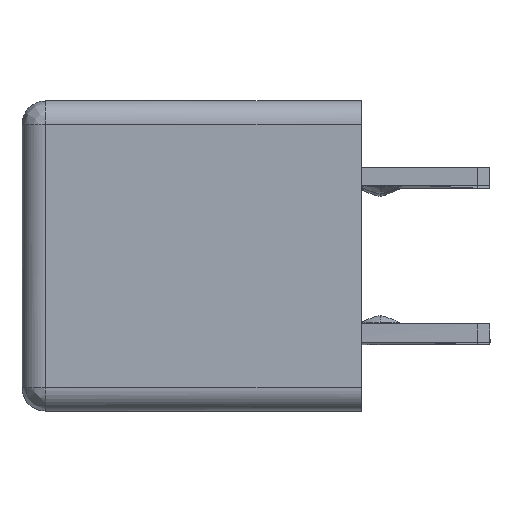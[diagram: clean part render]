
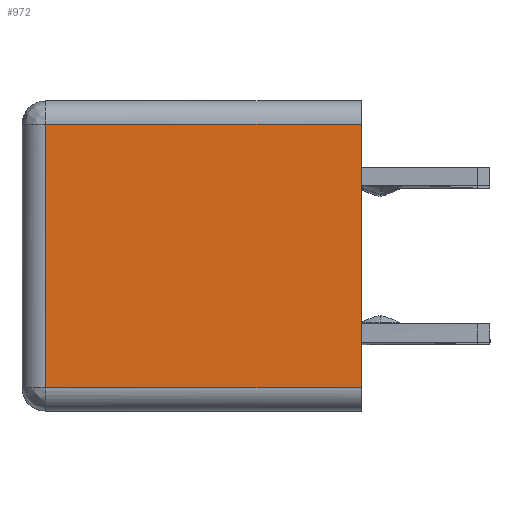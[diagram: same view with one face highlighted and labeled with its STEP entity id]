
A CAD part, left-side view. The second image highlights one B-rep face of the part: STEP entity #972.
In plain terms, the highlighted planar face has unit normal (1, 0, 0).
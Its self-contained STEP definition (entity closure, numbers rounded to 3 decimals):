
#26 = ORIENTED_EDGE ( 'NONE', *, *, #619, .F. ) ;
#49 = CARTESIAN_POINT ( 'NONE',  ( -0.897, 6.374, 16.462 ) ) ;
#52 = EDGE_CURVE ( 'NONE', #3303, #2302, #4432, .T. ) ;
#149 = VERTEX_POINT ( 'NONE', #1433 ) ;
#278 = CARTESIAN_POINT ( 'NONE',  ( -0.897, 13.232, 12.652 ) ) ;
#619 = EDGE_CURVE ( 'NONE', #2086, #2302, #7448, .T. ) ;
#776 = CARTESIAN_POINT ( 'NONE',  ( -0.897, 8.66, 12.652 ) ) ;
#957 = EDGE_LOOP ( 'NONE', ( #7222, #6924, #26, #4065 ) ) ;
#972 = ADVANCED_FACE ( 'NONE', ( #8234 ), #1364, .T. ) ;
#1158 = CARTESIAN_POINT ( 'NONE',  ( -0.897, 13.232, 18.367 ) ) ;
#1200 = CARTESIAN_POINT ( 'NONE',  ( -0.897, 6.374, 18.367 ) ) ;
#1301 = B_SPLINE_CURVE_WITH_KNOTS ( 'NONE', 3,
 ( #5131, #4748, #4669, #4900 ),
 .UNSPECIFIED., .F., .F.,
 ( 4, 4 ),
 ( 0., 1. ),
 .UNSPECIFIED. ) ;
#1364 = PLANE ( 'NONE',  #4701 ) ;
#1433 = CARTESIAN_POINT ( 'NONE',  ( -0.897, 13.232, 12.652 ) ) ;
#2086 = VERTEX_POINT ( 'NONE', #3145 ) ;
#2184 = CARTESIAN_POINT ( 'NONE',  ( -0.897, 6.374, 18.367 ) ) ;
#2302 = VERTEX_POINT ( 'NONE', #2184 ) ;
#2431 = CARTESIAN_POINT ( 'NONE',  ( -0.897, 6.374, 18.367 ) ) ;
#2782 = CARTESIAN_POINT ( 'NONE',  ( -0.897, 10.946, 12.652 ) ) ;
#3145 = CARTESIAN_POINT ( 'NONE',  ( -0.897, 6.374, 12.652 ) ) ;
#3303 = VERTEX_POINT ( 'NONE', #6852 ) ;
#4065 = ORIENTED_EDGE ( 'NONE', *, *, #5790, .T. ) ;
#4432 = B_SPLINE_CURVE_WITH_KNOTS ( 'NONE', 3,
 ( #1158, #4935, #7589, #1200 ),
 .UNSPECIFIED., .F., .F.,
 ( 4, 4 ),
 ( 0., 1. ),
 .UNSPECIFIED. ) ;
#4669 = CARTESIAN_POINT ( 'NONE',  ( -0.897, 13.232, 16.462 ) ) ;
#4701 = AXIS2_PLACEMENT_3D ( 'NONE', #5368, #6644, #7181 ) ;
#4748 = CARTESIAN_POINT ( 'NONE',  ( -0.897, 13.232, 14.557 ) ) ;
#4900 = CARTESIAN_POINT ( 'NONE',  ( -0.897, 13.232, 18.367 ) ) ;
#4935 = CARTESIAN_POINT ( 'NONE',  ( -0.897, 10.946, 18.367 ) ) ;
#5131 = CARTESIAN_POINT ( 'NONE',  ( -0.897, 13.232, 12.652 ) ) ;
#5368 = CARTESIAN_POINT ( 'NONE',  ( -0.897, 13.74, 12.652 ) ) ;
#5612 = CARTESIAN_POINT ( 'NONE',  ( -0.897, 6.374, 14.557 ) ) ;
#5781 = CARTESIAN_POINT ( 'NONE',  ( -0.897, 6.374, 12.652 ) ) ;
#5790 = EDGE_CURVE ( 'NONE', #2086, #149, #6617, .T. ) ;
#6501 = CARTESIAN_POINT ( 'NONE',  ( -0.897, 6.374, 12.652 ) ) ;
#6617 = B_SPLINE_CURVE_WITH_KNOTS ( 'NONE', 3,
 ( #6501, #776, #2782, #278 ),
 .UNSPECIFIED., .F., .F.,
 ( 4, 4 ),
 ( 0., 1. ),
 .UNSPECIFIED. ) ;
#6644 = DIRECTION ( 'NONE',  ( 1., 0., 0. ) ) ;
#6852 = CARTESIAN_POINT ( 'NONE',  ( -0.897, 13.232, 18.367 ) ) ;
#6924 = ORIENTED_EDGE ( 'NONE', *, *, #52, .T. ) ;
#7181 = DIRECTION ( 'NONE',  ( 0., 1., 0. ) ) ;
#7222 = ORIENTED_EDGE ( 'NONE', *, *, #7995, .T. ) ;
#7448 = B_SPLINE_CURVE_WITH_KNOTS ( 'NONE', 3,
 ( #5781, #5612, #49, #2431 ),
 .UNSPECIFIED., .F., .F.,
 ( 4, 4 ),
 ( 0., 1. ),
 .UNSPECIFIED. ) ;
#7589 = CARTESIAN_POINT ( 'NONE',  ( -0.897, 8.66, 18.367 ) ) ;
#7995 = EDGE_CURVE ( 'NONE', #149, #3303, #1301, .T. ) ;
#8234 = FACE_OUTER_BOUND ( 'NONE', #957, .T. ) ;
